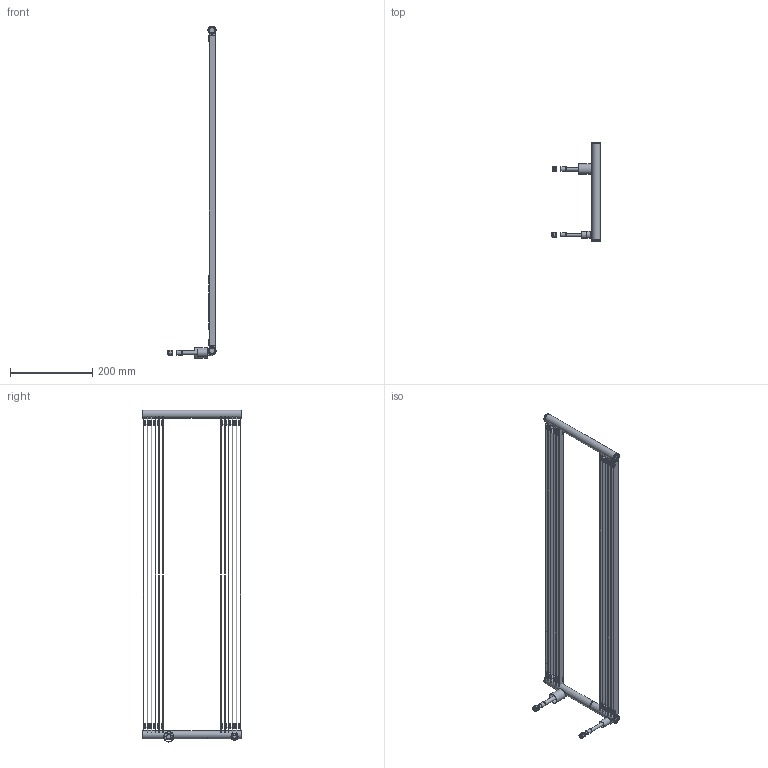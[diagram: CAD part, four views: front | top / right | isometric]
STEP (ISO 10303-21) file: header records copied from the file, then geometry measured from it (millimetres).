
FILE_DESCRIPTION(/* description */ ('Condenser'),/* implementation_level */ '2;1');
FILE_NAME(/* name */ 'Z0-DM0030.stp',/* time_stamp */ '2022-12-02T11:11:45+08:00',/* author */ ('U262311'),/* organization */ (''),/* preprocessor_version */ 'ST-DEVELOPER v18.1',/* originating_system */ 'Autodesk Inventor 2022',/* authorisation */ '');
FILE_SCHEMA (('AUTOMOTIVE_DESIGN { 1 0 10303 214 3 1 1 }'));
Length unit declared in the file: millimetre
Products named in the file (20): Z0-DM0030; Y0-DM0030; S01-0779; H01-0137; H01-0138; B01-0341; L01-0754; T03-0001; T04-0001; T06-0025; T06-0024; G34-0004; G24-0002; T05-0022; T05-0024; T02-0004; T02-0003; T09-0001; T09-0100; T09-0112
Assembly tree (41 placements, depth 3):
  Z0-DM0030
    Y0-DM0030
      S01-0779  x10
      H01-0137
      H01-0138
      B01-0341  x10
      L01-0754  x2
      T03-0001
      T04-0001  x4
      T06-0025
      T06-0024
    G34-0004
    G24-0002
    T05-0022
    T05-0024
    T02-0004
    T02-0003
    T09-0001
    T09-0100
    T09-0112
Bounding box: 117.5 x 240 x 807.6 mm (x, y, z)
Volume: 246817.5 mm3; surface area: 466226.1 mm2
Topology: 60 solids, 60 shells, 4238 faces, 11348 edges, 7560 vertices
Faces by surface type: plane 2281, cylinder 1883, bspline 40, torus 18, cone 16
Full cylindrical faces by diameter (mm): 6 x1, 6.34 x1, 7.92 x1, 7.94 x1, 8 x1, 8.2 x2, 8.7 x1, 9.5 x2, 9.52 x1, 9.7 x2, 9.8 x1, 10.4 x1, 11.2 x2, 11.3 x1, 11.5 x1, 11.7 x1, 12.7 x1, 13 x4, 13.4 x1, 16 x1, 17 x6, 17.2 x1, 20 x2, 24 x1, 25.2 x1
Entity records: 18128 total; most frequent: DIRECTION 3179, CARTESIAN_POINT 3092, ORIENTED_EDGE 2842, EDGE_CURVE 1421, AXIS2_PLACEMENT_3D 1146, VERTEX_POINT 943, LINE 887, VECTOR 887
